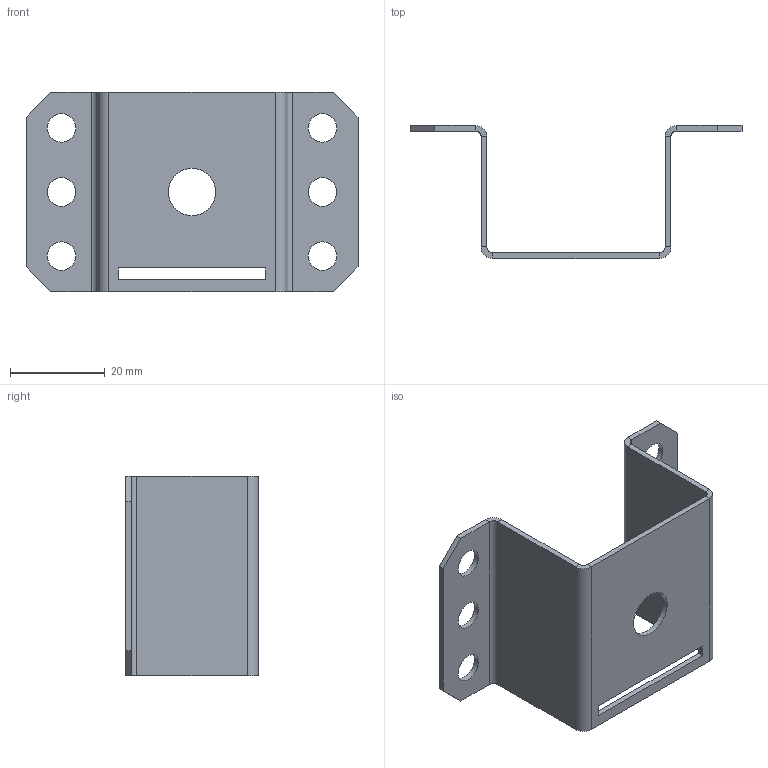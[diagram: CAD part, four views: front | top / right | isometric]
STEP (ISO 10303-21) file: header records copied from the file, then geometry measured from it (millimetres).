
FILE_DESCRIPTION(/* description */ (''),/* implementation_level */ '2;1');
FILE_NAME(/* name */ 'Volume Base v1.stp',/* time_stamp */ '2022-11-18T21:33:39-08:00',/* author */ ('cbliss'),/* organization */ (''),/* preprocessor_version */ 'ST-DEVELOPER v17.2',/* originating_system */ 'Autodesk Inventor 2019',/* authorisation */ '');
FILE_SCHEMA (('AUTOMOTIVE_DESIGN { 1 0 10303 214 3 1 1 }'));
Length unit declared in the file: millimetre
Products named in the file (1): Volume Base v1
Bounding box: 70 x 28 x 42 mm (x, y, z)
Volume: 5618 mm3; surface area: 9992.5 mm2
Topology: 1 solids, 1 shells, 53 faces, 121 edges, 70 vertices
Faces by surface type: plane 38, cylinder 15
Full cylindrical faces by diameter (mm): 6 x6, 10 x1
Entity records: 1531 total; most frequent: DIRECTION 259, CARTESIAN_POINT 245, ORIENTED_EDGE 242, EDGE_CURVE 121, LINE 91, VECTOR 91, AXIS2_PLACEMENT_3D 84, VERTEX_POINT 70
